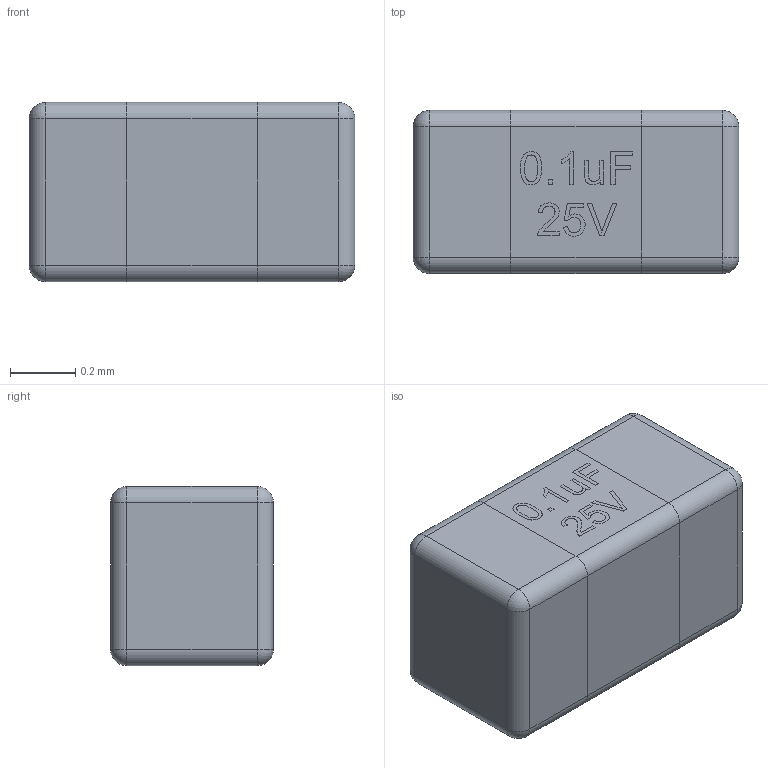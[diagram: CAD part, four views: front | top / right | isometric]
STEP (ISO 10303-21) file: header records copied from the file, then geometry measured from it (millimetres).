
FILE_DESCRIPTION(/* description */ (''),/* implementation_level */ '2;1');
FILE_NAME(/* name */ 'Kemet C0402C104K3RACTU - 0402 ceramic cap.stp',/* time_stamp */ '2019-03-07T02:28:01-04:00',/* author */ ('Ricardo'),/* organization */ (''),/* preprocessor_version */ 'ST-DEVELOPER v16.5',/* originating_system */ 'Autodesk Inventor 2017',/* authorisation */ '');
FILE_SCHEMA (('AUTOMOTIVE_DESIGN { 1 0 10303 214 3 1 1 }'));
Length unit declared in the file: millimetre
Products named in the file (4): Kemet C0402C104K3RACTU - 0402 ceramic cap; body; terminals; value
Assembly tree (3 placements, depth 2):
  Kemet C0402C104K3RACTU - 0402 ceramic cap
    body
    terminals
    value
Bounding box: 1 x 0.5 x 0.55 mm (x, y, z)
Volume: 0.3 mm3; surface area: 4.1 mm2
Topology: 4 solids, 4 shells, 144 faces, 357 edges, 230 vertices
Faces by surface type: plane 78, bspline 36, cylinder 22, sphere 8
Entity records: 4512 total; most frequent: CARTESIAN_POINT 1189, ORIENTED_EDGE 714, DIRECTION 557, EDGE_CURVE 357, LINE 241, VECTOR 241, VERTEX_POINT 230, AXIS2_PLACEMENT_3D 158
